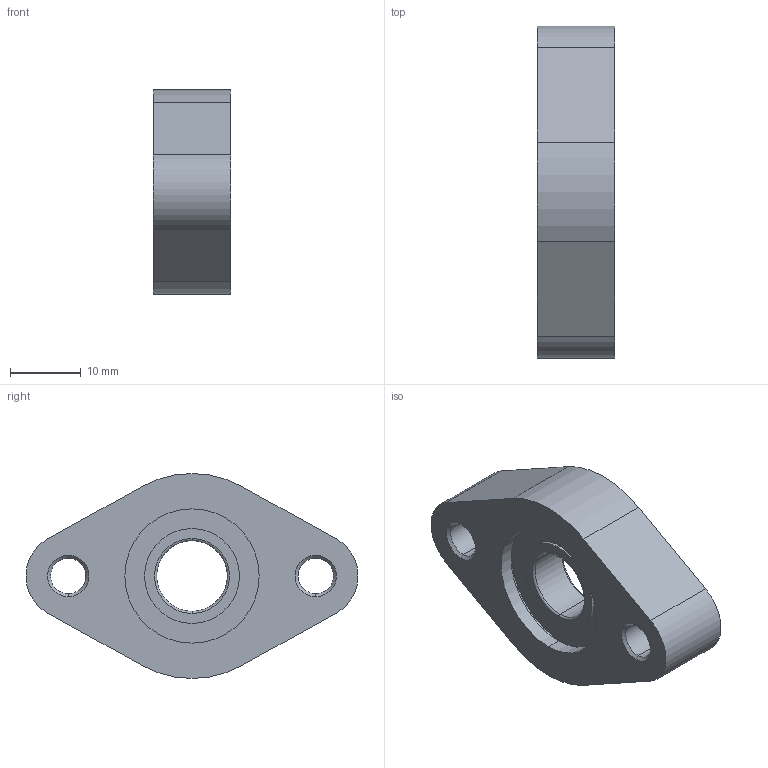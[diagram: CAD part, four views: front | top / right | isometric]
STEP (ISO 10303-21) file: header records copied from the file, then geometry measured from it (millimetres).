
FILE_DESCRIPTION (( 'STEP AP203' ), '1' );
FILE_NAME ('C-BACA6900ZZ_203.STEP', '2023-07-19T01:18:02', ( '' ), ( '' ), 'SwSTEP 2.0', 'SolidWorks 2021', '' );
FILE_SCHEMA (( 'CONFIG_CONTROL_DESIGN' ));
Length unit declared in the file: millimetre
Products named in the file (4): C-BACA6900ZZ_203; RRING-C-INT-22; C-BACA6900ZZ_h; bearing_6900
Assembly tree (3 placements, depth 2):
  C-BACA6900ZZ_203
    RRING-C-INT-22
    bearing_6900
    C-BACA6900ZZ_h
Bounding box: 11 x 46.96 x 29 mm (x, y, z)
Volume: 7140.4 mm3; surface area: 5363.6 mm2
Topology: 3 solids, 3 shells, 82 faces, 185 edges, 118 vertices
Faces by surface type: cylinder 45, plane 21, torus 8, cone 8
Entity records: 2773 total; most frequent: DIRECTION 475, CARTESIAN_POINT 391, ORIENTED_EDGE 370, AXIS2_PLACEMENT_3D 202, EDGE_CURVE 185, VERTEX_POINT 118, CIRCLE 114, EDGE_LOOP 103
